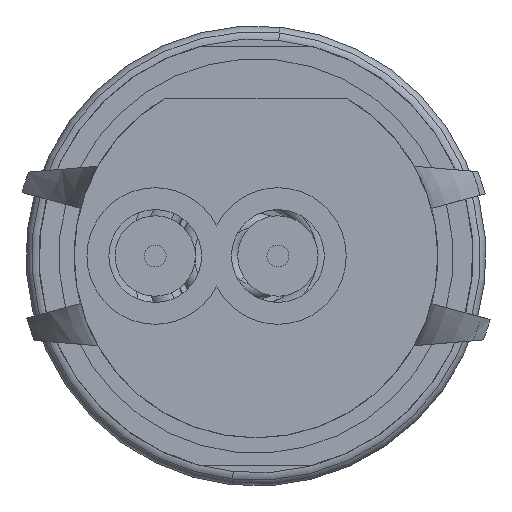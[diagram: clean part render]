
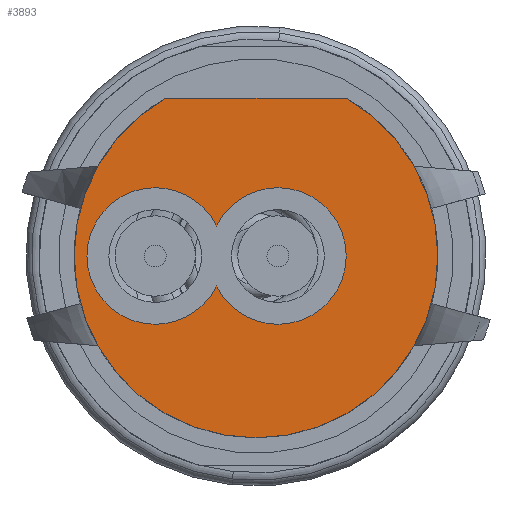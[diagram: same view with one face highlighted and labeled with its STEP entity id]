
A CAD part, front view. The second image highlights one B-rep face of the part: STEP entity #3893.
In plain terms, the highlighted planar face has unit normal (0, -1, 0).
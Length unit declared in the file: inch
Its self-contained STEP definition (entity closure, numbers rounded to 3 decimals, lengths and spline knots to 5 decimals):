
#1 = CARTESIAN_POINT ( 'NONE',  ( -0.138, -1.062, 0. ) ) ;
#175 = AXIS2_PLACEMENT_3D ( 'NONE', #244, #4338, #841 ) ;
#244 = CARTESIAN_POINT ( 'NONE',  ( 0., -1.062, 0. ) ) ;
#383 = AXIS2_PLACEMENT_3D ( 'NONE', #5037, #1546, #5616 ) ;
#581 = DIRECTION ( 'NONE',  ( 0., 0., -1. ) ) ;
#652 = CIRCLE ( 'NONE', #7553, 0.0935 ) ;
#707 = DIRECTION ( 'NONE',  ( 0., -1., 0. ) ) ;
#726 = ORIENTED_EDGE ( 'NONE', *, *, #2477, .F. ) ;
#757 = EDGE_CURVE ( 'NONE', #1649, #1372, #4755, .T. ) ;
#841 = DIRECTION ( 'NONE',  ( 0., 0., 1. ) ) ;
#1049 = CARTESIAN_POINT ( 'NONE',  ( -0.12387, -1.062, 0.216 ) ) ;
#1372 = VERTEX_POINT ( 'NONE', #6546 ) ;
#1546 = DIRECTION ( 'NONE',  ( 0., -1., 0. ) ) ;
#1576 = EDGE_CURVE ( 'NONE', #5073, #3292, #2023, .T. ) ;
#1649 = VERTEX_POINT ( 'NONE', #5405 ) ;
#1708 = AXIS2_PLACEMENT_3D ( 'NONE', #2650, #6700, #3236 ) ;
#1817 = ORIENTED_EDGE ( 'NONE', *, *, #7110, .F. ) ;
#2023 = CIRCLE ( 'NONE', #383, 0.0935 ) ;
#2071 = DIRECTION ( 'NONE',  ( 0., -1., 0. ) ) ;
#2152 = DIRECTION ( 'NONE',  ( 0., 1., 0. ) ) ;
#2239 = CARTESIAN_POINT ( 'NONE',  ( -0.138, -1.062, 0. ) ) ;
#2245 = ORIENTED_EDGE ( 'NONE', *, *, #5620, .F. ) ;
#2477 = EDGE_CURVE ( 'NONE', #7492, #4372, #3110, .T. ) ;
#2526 = VERTEX_POINT ( 'NONE', #4972 ) ;
#2650 = CARTESIAN_POINT ( 'NONE',  ( 0.03, -1.062, 0. ) ) ;
#2829 = DIRECTION ( 'NONE',  ( 0., 0., -1. ) ) ;
#3110 = CIRCLE ( 'NONE', #175, 0.249 ) ;
#3236 = DIRECTION ( 'NONE',  ( 0., 0., -1. ) ) ;
#3292 = VERTEX_POINT ( 'NONE', #4687 ) ;
#3347 = AXIS2_PLACEMENT_3D ( 'NONE', #5634, #2152, #6223 ) ;
#3473 = CIRCLE ( 'NONE', #4284, 0.0935 ) ;
#3498 = AXIS2_PLACEMENT_3D ( 'NONE', #1, #4094, #581 ) ;
#3654 = EDGE_CURVE ( 'NONE', #4372, #7492, #5087, .T. ) ;
#3728 = EDGE_CURVE ( 'NONE', #2526, #6975, #4360, .T. ) ;
#3893 = ADVANCED_FACE ( 'NONE', ( #6174, #4631 ), #4468, .F. ) ;
#4094 = DIRECTION ( 'NONE',  ( 0., -1., 0. ) ) ;
#4211 = CARTESIAN_POINT ( 'NONE',  ( -0.138, -1.062, 0. ) ) ;
#4284 = AXIS2_PLACEMENT_3D ( 'NONE', #2239, #6314, #2829 ) ;
#4338 = DIRECTION ( 'NONE',  ( 0., 1., 0. ) ) ;
#4360 = CIRCLE ( 'NONE', #3498, 0.0935 ) ;
#4372 = VERTEX_POINT ( 'NONE', #5730 ) ;
#4459 = ORIENTED_EDGE ( 'NONE', *, *, #757, .F. ) ;
#4468 = PLANE ( 'NONE',  #3347 ) ;
#4631 = FACE_BOUND ( 'NONE', #5246, .T. ) ;
#4687 = CARTESIAN_POINT ( 'NONE',  ( -0.054, -1.062, 0.04106 ) ) ;
#4755 = CIRCLE ( 'NONE', #1708, 0.0935 ) ;
#4789 = DIRECTION ( 'NONE',  ( 0., 0., -1. ) ) ;
#4813 = CIRCLE ( 'NONE', #6913, 0.0935 ) ;
#4972 = CARTESIAN_POINT ( 'NONE',  ( -0.138, -1.062, 0.0935 ) ) ;
#4980 = CARTESIAN_POINT ( 'NONE',  ( -0.138, -1.062, -0.0935 ) ) ;
#5037 = CARTESIAN_POINT ( 'NONE',  ( 0.03, -1.062, 0. ) ) ;
#5073 = VERTEX_POINT ( 'NONE', #6771 ) ;
#5087 = LINE ( 'NONE', #1049, #6277 ) ;
#5184 = DIRECTION ( 'NONE',  ( 1., 0., 0. ) ) ;
#5246 = EDGE_LOOP ( 'NONE', ( #1817, #5872, #2245, #4459, #6634, #7190 ) ) ;
#5405 = CARTESIAN_POINT ( 'NONE',  ( -0.054, -1.062, -0.04106 ) ) ;
#5546 = CARTESIAN_POINT ( 'NONE',  ( 0.03, -1.062, 0. ) ) ;
#5616 = DIRECTION ( 'NONE',  ( 0., 0., -1. ) ) ;
#5620 = EDGE_CURVE ( 'NONE', #1372, #5073, #652, .T. ) ;
#5634 = CARTESIAN_POINT ( 'NONE',  ( 0., -1.062, 0. ) ) ;
#5730 = CARTESIAN_POINT ( 'NONE',  ( -0.12387, -1.062, 0.216 ) ) ;
#5872 = ORIENTED_EDGE ( 'NONE', *, *, #1576, .F. ) ;
#6136 = DIRECTION ( 'NONE',  ( 0., 0., -1. ) ) ;
#6174 = FACE_OUTER_BOUND ( 'NONE', #7263, .T. ) ;
#6223 = DIRECTION ( 'NONE',  ( 0., 0., 1. ) ) ;
#6277 = VECTOR ( 'NONE', #5184, 39.37008 ) ;
#6314 = DIRECTION ( 'NONE',  ( 0., -1., 0. ) ) ;
#6513 = CARTESIAN_POINT ( 'NONE',  ( 0.12387, -1.062, 0.216 ) ) ;
#6546 = CARTESIAN_POINT ( 'NONE',  ( 0.03, -1.062, -0.0935 ) ) ;
#6634 = ORIENTED_EDGE ( 'NONE', *, *, #6785, .F. ) ;
#6700 = DIRECTION ( 'NONE',  ( 0., -1., 0. ) ) ;
#6771 = CARTESIAN_POINT ( 'NONE',  ( 0.03, -1.062, 0.0935 ) ) ;
#6785 = EDGE_CURVE ( 'NONE', #6975, #1649, #4813, .T. ) ;
#6913 = AXIS2_PLACEMENT_3D ( 'NONE', #4211, #707, #4789 ) ;
#6975 = VERTEX_POINT ( 'NONE', #4980 ) ;
#6994 = ORIENTED_EDGE ( 'NONE', *, *, #3654, .F. ) ;
#7110 = EDGE_CURVE ( 'NONE', #3292, #2526, #3473, .T. ) ;
#7190 = ORIENTED_EDGE ( 'NONE', *, *, #3728, .F. ) ;
#7263 = EDGE_LOOP ( 'NONE', ( #6994, #726 ) ) ;
#7492 = VERTEX_POINT ( 'NONE', #6513 ) ;
#7553 = AXIS2_PLACEMENT_3D ( 'NONE', #5546, #2071, #6136 ) ;
